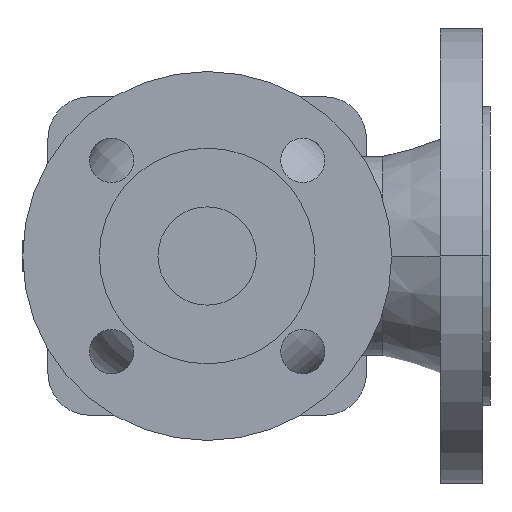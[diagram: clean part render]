
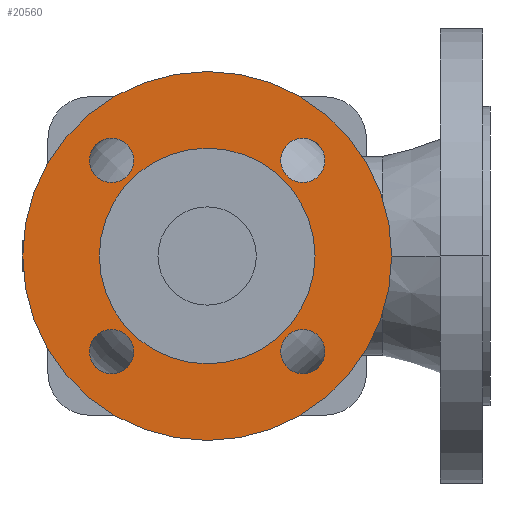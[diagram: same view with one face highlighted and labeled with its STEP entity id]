
A CAD part, front view. The second image highlights one B-rep face of the part: STEP entity #20560.
In plain terms, the highlighted planar face has unit normal (0, -1, 0).
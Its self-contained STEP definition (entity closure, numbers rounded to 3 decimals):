
#1730=CARTESIAN_POINT('',(43.85,3.,0.));
#1740=VERTEX_POINT('',#1730);
#1770=CARTESIAN_POINT('',(0.,3.,0.));
#1780=DIRECTION('',(0.,-1.,-0.));
#1790=DIRECTION('',(-1.,0.,0.));
#1800=AXIS2_PLACEMENT_3D('',#1770,#1780,#1790);
#1810=CIRCLE('',#1800,43.85);
#1820=CARTESIAN_POINT('',(-43.85,3.,0.));
#1830=VERTEX_POINT('',#1820);
#1840=EDGE_CURVE('',#1830,#1740,#1810,.T.);
#2130=CARTESIAN_POINT('',(75.,3.,0.));
#2140=VERTEX_POINT('',#2130);
#2190=CARTESIAN_POINT('',(0.,3.,0.));
#2200=DIRECTION('',(0.,-1.,-0.));
#2210=DIRECTION('',(-1.,0.,0.));
#2220=AXIS2_PLACEMENT_3D('',#2190,#2200,#2210);
#2230=CIRCLE('',#2220,75.);
#2240=CARTESIAN_POINT('',(-75.,3.,0.));
#2250=VERTEX_POINT('',#2240);
#2260=EDGE_CURVE('',#2140,#2250,#2230,.T.);
#5600=CARTESIAN_POINT('',(-29.891,3.,-38.891));
#5610=VERTEX_POINT('',#5600);
#5640=CARTESIAN_POINT('',(-38.891,3.,-38.891));
#5650=DIRECTION('',(0.,1.,0.));
#5660=DIRECTION('',(-1.,0.,0.));
#5670=AXIS2_PLACEMENT_3D('',#5640,#5650,#5660);
#5680=CIRCLE('',#5670,9.);
#5690=CARTESIAN_POINT('',(-47.891,3.,-38.891));
#5700=VERTEX_POINT('',#5690);
#5710=EDGE_CURVE('',#5610,#5700,#5680,.T.);
#6020=CARTESIAN_POINT('',(-47.891,3.,38.891));
#6030=VERTEX_POINT('',#6020);
#6190=CARTESIAN_POINT('',(-29.891,3.,38.891));
#6200=VERTEX_POINT('',#6190);
#6230=CARTESIAN_POINT('',(-38.891,3.,38.891));
#6240=DIRECTION('',(0.,1.,0.));
#6250=DIRECTION('',(-1.,0.,0.));
#6260=AXIS2_PLACEMENT_3D('',#6230,#6240,#6250);
#6270=CIRCLE('',#6260,9.);
#6280=EDGE_CURVE('',#6200,#6030,#6270,.T.);
#6440=CARTESIAN_POINT('',(47.891,3.,38.891));
#6450=VERTEX_POINT('',#6440);
#6480=CARTESIAN_POINT('',(38.891,3.,38.891));
#6490=DIRECTION('',(0.,1.,0.));
#6500=DIRECTION('',(-1.,0.,0.));
#6510=AXIS2_PLACEMENT_3D('',#6480,#6490,#6500);
#6520=CIRCLE('',#6510,9.);
#6530=CARTESIAN_POINT('',(29.891,3.,38.891));
#6540=VERTEX_POINT('',#6530);
#6550=EDGE_CURVE('',#6450,#6540,#6520,.T.);
#6860=CARTESIAN_POINT('',(29.891,3.,-38.891));
#6870=VERTEX_POINT('',#6860);
#7030=CARTESIAN_POINT('',(47.891,3.,-38.891));
#7040=VERTEX_POINT('',#7030);
#7070=CARTESIAN_POINT('',(38.891,3.,-38.891));
#7080=DIRECTION('',(0.,1.,0.));
#7090=DIRECTION('',(-1.,0.,0.));
#7100=AXIS2_PLACEMENT_3D('',#7070,#7080,#7090);
#7110=CIRCLE('',#7100,9.);
#7120=EDGE_CURVE('',#7040,#6870,#7110,.T.);
#20210=CARTESIAN_POINT('',(-59.425,3.,0.));
#20220=DIRECTION('',(0.,-1.,-0.));
#20230=DIRECTION('',(-1.,0.,0.));
#20240=AXIS2_PLACEMENT_3D('',#20210,#20220,#20230);
#20250=PLANE('',#20240);
#20260=EDGE_CURVE('',#6870,#7040,#7110,.T.);
#20270=ORIENTED_EDGE('',*,*,#20260,.T.);
#20280=ORIENTED_EDGE('',*,*,#7120,.T.);
#20290=EDGE_LOOP('',(#20280,#20270));
#20300=FACE_BOUND('',#20290,.T.);
#20310=ORIENTED_EDGE('',*,*,#6550,.T.);
#20320=EDGE_CURVE('',#6540,#6450,#6520,.T.);
#20330=ORIENTED_EDGE('',*,*,#20320,.T.);
#20340=EDGE_LOOP('',(#20330,#20310));
#20350=FACE_BOUND('',#20340,.T.);
#20360=EDGE_CURVE('',#6030,#6200,#6270,.T.);
#20370=ORIENTED_EDGE('',*,*,#20360,.T.);
#20380=ORIENTED_EDGE('',*,*,#6280,.T.);
#20390=EDGE_LOOP('',(#20380,#20370));
#20400=FACE_BOUND('',#20390,.T.);
#20410=EDGE_CURVE('',#5700,#5610,#5680,.T.);
#20420=ORIENTED_EDGE('',*,*,#20410,.T.);
#20430=ORIENTED_EDGE('',*,*,#5710,.T.);
#20440=EDGE_LOOP('',(#20430,#20420));
#20450=FACE_BOUND('',#20440,.T.);
#20460=EDGE_CURVE('',#1740,#1830,#1810,.T.);
#20470=ORIENTED_EDGE('',*,*,#20460,.F.);
#20480=ORIENTED_EDGE('',*,*,#1840,.F.);
#20490=EDGE_LOOP('',(#20480,#20470));
#20500=FACE_BOUND('',#20490,.T.);
#20510=EDGE_CURVE('',#2250,#2140,#2230,.T.);
#20520=ORIENTED_EDGE('',*,*,#20510,.T.);
#20530=ORIENTED_EDGE('',*,*,#2260,.T.);
#20540=EDGE_LOOP('',(#20530,#20520));
#20550=FACE_OUTER_BOUND('',#20540,.T.);
#20560=ADVANCED_FACE('',(#20300,#20350,#20400,#20450,#20500,#20550),
#20250,.T.);
